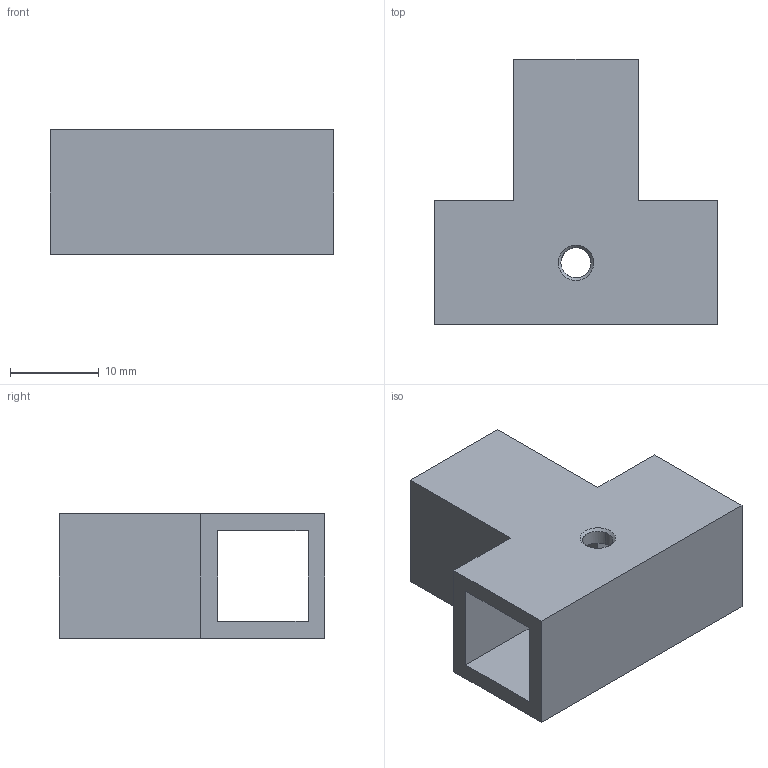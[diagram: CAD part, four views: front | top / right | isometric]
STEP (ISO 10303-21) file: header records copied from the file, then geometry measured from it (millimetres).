
FILE_DESCRIPTION(/* description */ (''),/* implementation_level */ '2;1');
FILE_NAME(/* name */ 'PIR.1.05.00.000_Łącznik_T.stp',/* time_stamp */ '2025-08-10T02:19:43+02:00',/* author */ (''),/* organization */ (''),/* preprocessor_version */ 'ST-DEVELOPER v18.101',/* originating_system */ 'SIEMENS PLM Software NX 2011',/* authorisation */ '');
FILE_SCHEMA (('AUTOMOTIVE_DESIGN { 1 0 10303 214 3 1 1 1 }'));
Length unit declared in the file: millimetre
Products named in the file (1): PIR.1.05.00.000_Łącznik_T
Bounding box: 32 x 30 x 14 mm (x, y, z)
Volume: 4181 mm3; surface area: 4700.5 mm2
Topology: 1 solids, 1 shells, 23 faces, 66 edges, 44 vertices
Faces by surface type: plane 17, cylinder 4, cone 2
Entity records: 936 total; most frequent: CARTESIAN_POINT 188, ORIENTED_EDGE 124, DIRECTION 116, EDGE_CURVE 62, LINE 52, VECTOR 52, VERTEX_POINT 42, EDGE_LOOP 32
